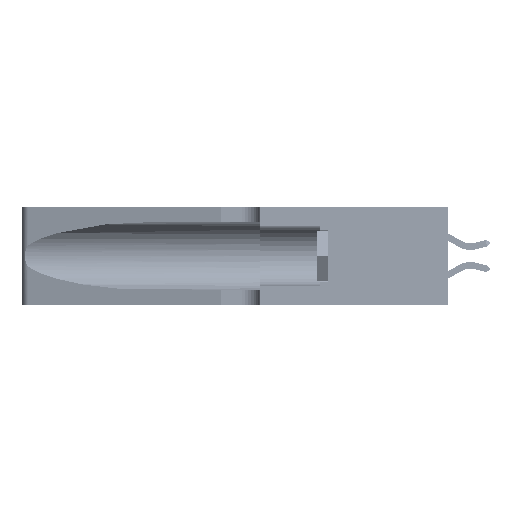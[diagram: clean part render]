
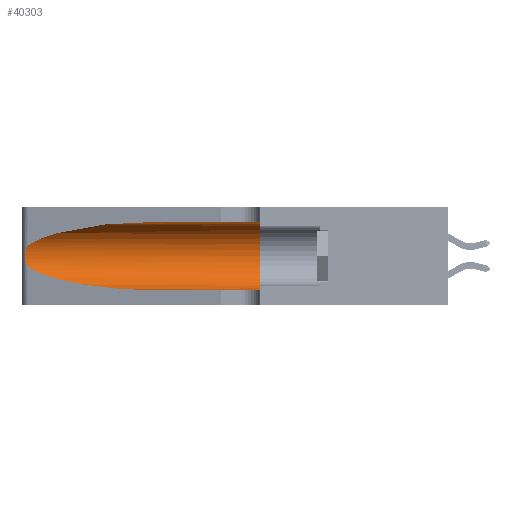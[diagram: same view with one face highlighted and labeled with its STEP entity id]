
A CAD part, left-side view. The second image highlights one B-rep face of the part: STEP entity #40303.
In plain terms, the highlighted cylindrical face has radius 3.308 mm (diameter 6.617 mm), a partial arc.
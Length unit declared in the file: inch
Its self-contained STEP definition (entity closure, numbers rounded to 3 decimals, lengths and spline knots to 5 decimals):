
#255 = CARTESIAN_POINT ( 'NONE',  ( 0.25639, 1.23186, 0.15144 ) ) ;
#285 = CARTESIAN_POINT ( 'NONE',  ( 0.25487, 1.22718, 0.14631 ) ) ;
#556 = CARTESIAN_POINT ( 'NONE',  ( 0.25487, 1.22718, 0.14631 ) ) ;
#713 = CARTESIAN_POINT ( 'NONE',  ( 0.25487, 1.22718, 0.22369 ) ) ;
#876 = CARTESIAN_POINT ( 'NONE',  ( 0.25787, 1.23484, 0.2124 ) ) ;
#2480 = ORIENTED_EDGE ( 'NONE', *, *, #35470, .T. ) ;
#2499 = EDGE_CURVE ( 'NONE', #6947, #12390, #36246, .T. ) ;
#4479 = CARTESIAN_POINT ( 'NONE',  ( 0.25856, 1.23593, 0.16098 ) ) ;
#5842 = CARTESIAN_POINT ( 'NONE',  ( 0.25487, 1.22718, 0.22369 ) ) ;
#6288 = ORIENTED_EDGE ( 'NONE', *, *, #44462, .T. ) ;
#6947 = VERTEX_POINT ( 'NONE', #40474 ) ;
#7895 = CARTESIAN_POINT ( 'NONE',  ( 0.25789, 1.23486, 0.15765 ) ) ;
#10864 = CARTESIAN_POINT ( 'NONE',  ( 0.25555, 1.22993, 0.14849 ) ) ;
#12390 = VERTEX_POINT ( 'NONE', #5842 ) ;
#12817 = CARTESIAN_POINT ( 'NONE',  ( 0.2373, 1.15595, 0.28018 ) ) ;
#12969 = ORIENTED_EDGE ( 'NONE', *, *, #2499, .T. ) ;
#13267 = B_SPLINE_CURVE_WITH_KNOTS ( 'NONE', 3,
 ( #713, #14773, #35777, #876, #14621, #39490, #18303, #29184, #43045, #4479, #7895, #255, #10864, #556 ),
 .UNSPECIFIED., .F., .F.,
 ( 4, 2, 2, 2, 2, 2, 4 ),
 ( 0., 0.00027, 0.00053, 0.00107, 0.0016, 0.00187, 0.00214 ),
 .UNSPECIFIED. ) ;
#14237 = CIRCLE ( 'NONE', #28785, 0.13025 ) ;
#14464 = VERTEX_POINT ( 'NONE', #36042 ) ;
#14621 = CARTESIAN_POINT ( 'NONE',  ( 0.25854, 1.2359, 0.20912 ) ) ;
#14773 = CARTESIAN_POINT ( 'NONE',  ( 0.25555, 1.22994, 0.2215 ) ) ;
#14842 = EDGE_CURVE ( 'NONE', #18831, #32446, #29741, .T. ) ;
#16350 = LINE ( 'NONE', #31562, #40112 ) ;
#17619 = DIRECTION ( 'NONE',  ( 0., -1., 0. ) ) ;
#18303 = CARTESIAN_POINT ( 'NONE',  ( 0.26075, 1.23896, 0.19203 ) ) ;
#18481 = VECTOR ( 'NONE', #21451, 39.37008 ) ;
#18831 = VERTEX_POINT ( 'NONE', #285 ) ;
#19789 = CARTESIAN_POINT ( 'NONE',  ( 0.18966, 0.96281, 0.05475 ) ) ;
#19926 = CARTESIAN_POINT ( 'NONE',  ( 0.1305, 0.72297, 0.31525 ) ) ;
#21028 = DIRECTION ( 'NONE',  ( 0., -1., 0. ) ) ;
#21451 = DIRECTION ( 'NONE',  ( 0., -1., 0. ) ) ;
#22246 = DIRECTION ( 'NONE',  ( 0., 1., 0. ) ) ;
#24740 = CYLINDRICAL_SURFACE ( 'NONE', #45469, 0.13025 ) ;
#26084 = EDGE_CURVE ( 'NONE', #6947, #14464, #16350, .T. ) ;
#27096 = CARTESIAN_POINT ( 'NONE',  ( 0.1305, 0.72297, 0.05475 ) ) ;
#28197 = ORIENTED_EDGE ( 'NONE', *, *, #14842, .T. ) ;
#28785 = AXIS2_PLACEMENT_3D ( 'NONE', #35681, #22246, #29076 ) ;
#29076 = DIRECTION ( 'NONE',  ( 0., 0., 1. ) ) ;
#29099 = LINE ( 'NONE', #41132, #18481 ) ;
#29184 = CARTESIAN_POINT ( 'NONE',  ( 0.26075, 1.23896, 0.178 ) ) ;
#29741 =( BOUNDED_CURVE ( )  B_SPLINE_CURVE ( 3, ( #37585, #30195, #19789, #27096 ),
 .UNSPECIFIED., .F., .F. ) 
 B_SPLINE_CURVE_WITH_KNOTS ( ( 4, 4 ),
 ( 3.44316, 4.71239 ),
 .UNSPECIFIED. ) 
 CURVE ( )  GEOMETRIC_REPRESENTATION_ITEM ( )  RATIONAL_B_SPLINE_CURVE ( ( 1., 0.87, 0.87, 1. ) ) 
 REPRESENTATION_ITEM ( '' )  );
#30195 = CARTESIAN_POINT ( 'NONE',  ( 0.2373, 1.15595, 0.08982 ) ) ;
#30623 = CARTESIAN_POINT ( 'NONE',  ( 0.18966, 0.96281, 0.31525 ) ) ;
#31417 = ORIENTED_EDGE ( 'NONE', *, *, #41898, .F. ) ;
#31562 = CARTESIAN_POINT ( 'NONE',  ( 0.1305, 1.61858, 0.31525 ) ) ;
#32446 = VERTEX_POINT ( 'NONE', #41907 ) ;
#33591 = CARTESIAN_POINT ( 'NONE',  ( 0.1305, 0.35, 0.05475 ) ) ;
#35065 = DIRECTION ( 'NONE',  ( 0., 0., -1. ) ) ;
#35470 = EDGE_CURVE ( 'NONE', #32446, #36920, #29099, .T. ) ;
#35681 = CARTESIAN_POINT ( 'NONE',  ( 0.1305, 0.35, 0.185 ) ) ;
#35777 = CARTESIAN_POINT ( 'NONE',  ( 0.25639, 1.23184, 0.21858 ) ) ;
#36042 = CARTESIAN_POINT ( 'NONE',  ( 0.1305, 0.35, 0.31525 ) ) ;
#36246 =( BOUNDED_CURVE ( )  B_SPLINE_CURVE ( 3, ( #19926, #30623, #12817, #44656 ),
 .UNSPECIFIED., .F., .T. ) 
 B_SPLINE_CURVE_WITH_KNOTS ( ( 4, 4 ),
 ( 1.5708, 2.84003 ),
 .UNSPECIFIED. ) 
 CURVE ( )  GEOMETRIC_REPRESENTATION_ITEM ( )  RATIONAL_B_SPLINE_CURVE ( ( 1., 0.87, 0.87, 1. ) ) 
 REPRESENTATION_ITEM ( '' )  );
#36920 = VERTEX_POINT ( 'NONE', #33591 ) ;
#37585 = CARTESIAN_POINT ( 'NONE',  ( 0.25487, 1.22718, 0.14631 ) ) ;
#37737 = EDGE_LOOP ( 'NONE', ( #12969, #6288, #28197, #2480, #31417, #42569 ) ) ;
#39490 = CARTESIAN_POINT ( 'NONE',  ( 0.26018, 1.23835, 0.19895 ) ) ;
#40112 = VECTOR ( 'NONE', #21028, 39.37008 ) ;
#40303 = ADVANCED_FACE ( 'NONE', ( #44041 ), #24740, .F. ) ;
#40474 = CARTESIAN_POINT ( 'NONE',  ( 0.1305, 0.72297, 0.31525 ) ) ;
#41132 = CARTESIAN_POINT ( 'NONE',  ( 0.1305, 1.61858, 0.05475 ) ) ;
#41898 = EDGE_CURVE ( 'NONE', #14464, #36920, #14237, .T. ) ;
#41907 = CARTESIAN_POINT ( 'NONE',  ( 0.1305, 0.72297, 0.05475 ) ) ;
#42484 = CARTESIAN_POINT ( 'NONE',  ( 0.1305, 1.61858, 0.185 ) ) ;
#42569 = ORIENTED_EDGE ( 'NONE', *, *, #26084, .F. ) ;
#43045 = CARTESIAN_POINT ( 'NONE',  ( 0.26017, 1.23833, 0.17102 ) ) ;
#44041 = FACE_OUTER_BOUND ( 'NONE', #37737, .T. ) ;
#44462 = EDGE_CURVE ( 'NONE', #12390, #18831, #13267, .T. ) ;
#44656 = CARTESIAN_POINT ( 'NONE',  ( 0.25487, 1.22718, 0.22369 ) ) ;
#45469 = AXIS2_PLACEMENT_3D ( 'NONE', #42484, #17619, #35065 ) ;
